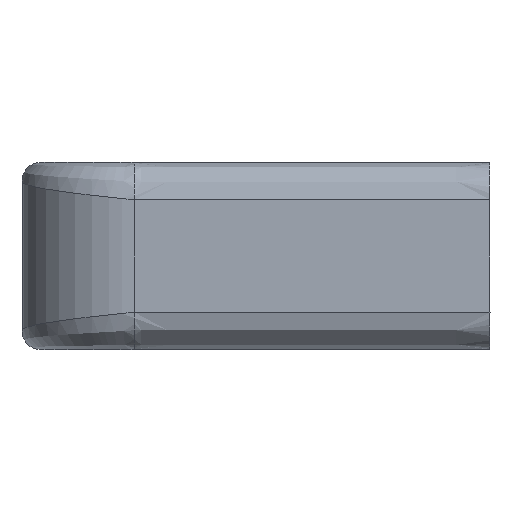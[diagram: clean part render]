
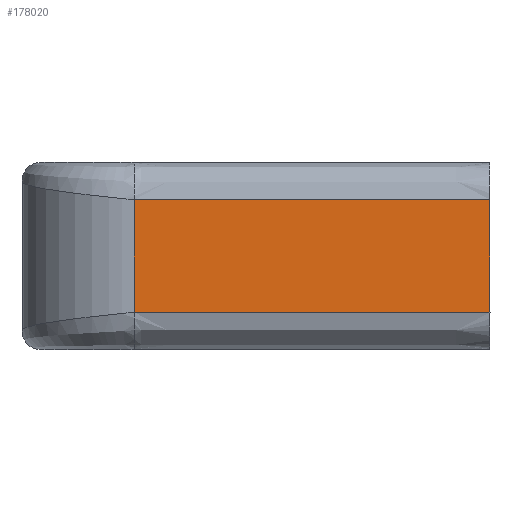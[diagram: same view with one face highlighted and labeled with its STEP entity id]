
A CAD part, left-side view. The second image highlights one B-rep face of the part: STEP entity #178020.
In plain terms, the highlighted planar face has unit normal (-1, 0, 0).
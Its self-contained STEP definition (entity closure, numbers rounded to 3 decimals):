
#4030=CARTESIAN_POINT('',(-85.,0.,2.));
#4040=VERTEX_POINT('',#4030);
#4070=CARTESIAN_POINT('',(-85.,0.,10.));
#4080=DIRECTION('',(0.,0.,-1.));
#4090=VECTOR('',#4080,1.);
#4100=LINE('',#4070,#4090);
#4110=CARTESIAN_POINT('',(-85.,0.,8.));
#4120=VERTEX_POINT('',#4110);
#4130=EDGE_CURVE('',#4120,#4040,#4100,.T.);
#23570=CARTESIAN_POINT('',(-85.,-2.,8.));
#23580=CARTESIAN_POINT('',(-85.,-1.376,8.));
#23590=CARTESIAN_POINT('',(-85.,-0.753,8.));
#23600=CARTESIAN_POINT('',(-85.,0.513,8.));
#23610=CARTESIAN_POINT('',(-85.,1.155,8.));
#23620=CARTESIAN_POINT('',(-85.,2.439,8.));
#23630=CARTESIAN_POINT('',(-85.,3.081,8.));
#23640=CARTESIAN_POINT('',(-85.,4.365,8.));
#23650=CARTESIAN_POINT('',(-85.,5.007,8.));
#23660=CARTESIAN_POINT('',(-85.,6.29,8.));
#23670=CARTESIAN_POINT('',(-85.,6.932,8.));
#23680=CARTESIAN_POINT('',(-85.,8.216,8.));
#23690=CARTESIAN_POINT('',(-85.,8.858,8.));
#23700=CARTESIAN_POINT('',(-85.,10.142,8.));
#23710=CARTESIAN_POINT('',(-85.,10.784,8.));
#23720=CARTESIAN_POINT('',(-85.,12.068,8.));
#23730=CARTESIAN_POINT('',(-85.,12.71,8.));
#23740=CARTESIAN_POINT('',(-85.,13.993,8.));
#23750=CARTESIAN_POINT('',(-85.,14.635,8.));
#23760=CARTESIAN_POINT('',(-85.,15.919,8.));
#23770=CARTESIAN_POINT('',(-85.,16.561,8.));
#23780=CARTESIAN_POINT('',(-85.,17.674,8.));
#23790=CARTESIAN_POINT('',(-85.,18.146,8.));
#23800=CARTESIAN_POINT('',(-85.,18.745,8.));
#23810=CARTESIAN_POINT('',(-85.,18.872,8.));
#23820=CARTESIAN_POINT('',(-85.,19.,8.));
#23830=B_SPLINE_CURVE_WITH_KNOTS('',3,(#23570,#23580,#23590,#23600,
#23610,#23620,#23630,#23640,#23650,#23660,#23670,#23680,#23690,#23700,
#23710,#23720,#23730,#23740,#23750,#23760,#23770,#23780,#23790,#23800,
#23810,#23820),.UNSPECIFIED.,.F.,.F.,(4,2,2,2,2,2,2,2,2,2,2,2,4),(
7.605,9.476,11.402,13.328,
15.254,17.179,19.105,21.031,
22.957,24.882,26.808,28.222,
28.605),.UNSPECIFIED.);
#23840=CARTESIAN_POINT('',(-85.,19.,8.));
#23850=VERTEX_POINT('',#23840);
#23860=EDGE_CURVE('',#4120,#23850,#23830,.T.);
#33960=CARTESIAN_POINT('',(-85.,19.,2.));
#33970=VERTEX_POINT('',#33960);
#34000=CARTESIAN_POINT('',(-85.,-2.,2.));
#34010=CARTESIAN_POINT('',(-85.,-1.376,2.));
#34020=CARTESIAN_POINT('',(-85.,-0.753,2.));
#34030=CARTESIAN_POINT('',(-85.,0.513,2.));
#34040=CARTESIAN_POINT('',(-85.,1.155,2.));
#34050=CARTESIAN_POINT('',(-85.,2.439,2.));
#34060=CARTESIAN_POINT('',(-85.,3.081,2.));
#34070=CARTESIAN_POINT('',(-85.,4.365,2.));
#34080=CARTESIAN_POINT('',(-85.,5.007,2.));
#34090=CARTESIAN_POINT('',(-85.,6.29,2.));
#34100=CARTESIAN_POINT('',(-85.,6.932,2.));
#34110=CARTESIAN_POINT('',(-85.,8.216,2.));
#34120=CARTESIAN_POINT('',(-85.,8.858,2.));
#34130=CARTESIAN_POINT('',(-85.,10.142,2.));
#34140=CARTESIAN_POINT('',(-85.,10.784,2.));
#34150=CARTESIAN_POINT('',(-85.,12.068,2.));
#34160=CARTESIAN_POINT('',(-85.,12.71,2.));
#34170=CARTESIAN_POINT('',(-85.,13.993,2.));
#34180=CARTESIAN_POINT('',(-85.,14.635,2.));
#34190=CARTESIAN_POINT('',(-85.,15.919,2.));
#34200=CARTESIAN_POINT('',(-85.,16.561,2.));
#34210=CARTESIAN_POINT('',(-85.,17.674,2.));
#34220=CARTESIAN_POINT('',(-85.,18.146,2.));
#34230=CARTESIAN_POINT('',(-85.,18.745,2.));
#34240=CARTESIAN_POINT('',(-85.,18.872,2.));
#34250=CARTESIAN_POINT('',(-85.,19.,2.));
#34260=B_SPLINE_CURVE_WITH_KNOTS('',3,(#34000,#34010,#34020,#34030,
#34040,#34050,#34060,#34070,#34080,#34090,#34100,#34110,#34120,#34130,
#34140,#34150,#34160,#34170,#34180,#34190,#34200,#34210,#34220,#34230,
#34240,#34250),.UNSPECIFIED.,.F.,.F.,(4,2,2,2,2,2,2,2,2,2,2,2,4),(
7.605,9.476,11.402,13.328,
15.254,17.179,19.105,21.031,
22.957,24.882,26.808,28.222,
28.605),.UNSPECIFIED.);
#34270=EDGE_CURVE('',#4040,#33970,#34260,.T.);
#175490=CARTESIAN_POINT('',(-85.,19.,5.));
#175500=DIRECTION('',(0.,0.,-1.));
#175510=VECTOR('',#175500,1.);
#175520=LINE('',#175490,#175510);
#175530=EDGE_CURVE('',#23850,#33970,#175520,.T.);
#177910=CARTESIAN_POINT('',(-85.,0.,0.));
#177920=DIRECTION('',(1.,0.,-0.));
#177930=DIRECTION('',(0.,0.,1.));
#177940=AXIS2_PLACEMENT_3D('',#177910,#177920,#177930);
#177950=PLANE('',#177940);
#177960=ORIENTED_EDGE('',*,*,#4130,.F.);
#177970=ORIENTED_EDGE('',*,*,#34270,.F.);
#177980=ORIENTED_EDGE('',*,*,#175530,.T.);
#177990=ORIENTED_EDGE('',*,*,#23860,.T.);
#178000=EDGE_LOOP('',(#177990,#177980,#177970,#177960));
#178010=FACE_OUTER_BOUND('',#178000,.T.);
#178020=ADVANCED_FACE('',(#178010),#177950,.F.);
